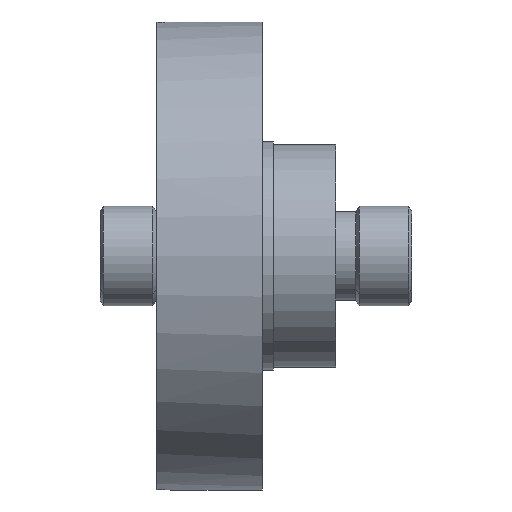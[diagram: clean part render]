
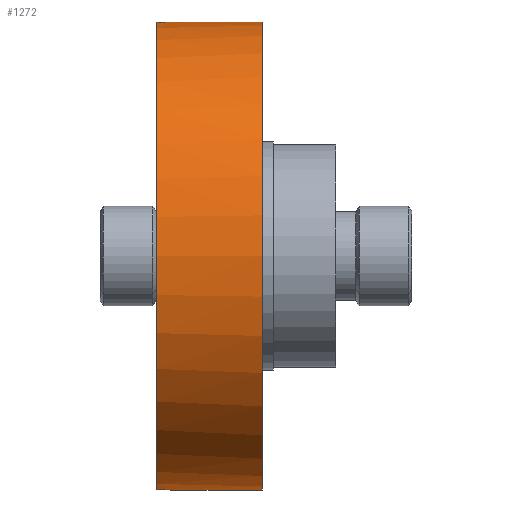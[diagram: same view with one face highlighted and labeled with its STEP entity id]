
A CAD part, left-side view. The second image highlights one B-rep face of the part: STEP entity #1272.
In plain terms, the highlighted cylindrical face has radius 16.9 mm (diameter 33.8 mm), a partial arc.
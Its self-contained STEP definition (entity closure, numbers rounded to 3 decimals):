
#3 = DIRECTION ( 'NONE',  ( 0., 1., 0. ) ) ;
#7 = CARTESIAN_POINT ( 'NONE',  ( -0.131, -1., -16.9 ) ) ;
#20 = CARTESIAN_POINT ( 'NONE',  ( -0.262, -0.974, 16.898 ) ) ;
#35 = CARTESIAN_POINT ( 'NONE',  ( -0.615, -0.8, 16.889 ) ) ;
#60 = CYLINDRICAL_SURFACE ( 'NONE', #1531, 16.9 ) ;
#69 = EDGE_CURVE ( 'NONE', #1080, #1346, #361, .T. ) ;
#80 = EDGE_CURVE ( 'NONE', #173, #1368, #459, .T. ) ;
#122 = LINE ( 'NONE', #212, #1704 ) ;
#134 = CARTESIAN_POINT ( 'NONE',  ( -0.974, -0.262, 16.872 ) ) ;
#148 = CARTESIAN_POINT ( 'NONE',  ( -0.615, -0.8, -16.889 ) ) ;
#165 = AXIS2_PLACEMENT_3D ( 'NONE', #364, #682, #1250 ) ;
#173 = VERTEX_POINT ( 'NONE', #593 ) ;
#178 = VERTEX_POINT ( 'NONE', #531 ) ;
#189 = CARTESIAN_POINT ( 'NONE',  ( 0., -1., 16.9 ) ) ;
#212 = CARTESIAN_POINT ( 'NONE',  ( 0., -7.6, 16.9 ) ) ;
#272 = ORIENTED_EDGE ( 'NONE', *, *, #80, .F. ) ;
#293 = EDGE_CURVE ( 'NONE', #173, #324, #2415, .T. ) ;
#324 = VERTEX_POINT ( 'NONE', #2208 ) ;
#361 = B_SPLINE_CURVE_WITH_KNOTS ( 'NONE', 3,
 ( #2236, #1915, #134, #2322, #1028, #35, #1323, #20, #2135, #189 ),
 .UNSPECIFIED., .F., .F.,
 ( 4, 2, 2, 2, 4 ),
 ( 0., 0., 0.001, 0.001, 0.002 ),
 .UNSPECIFIED. ) ;
#364 = CARTESIAN_POINT ( 'NONE',  ( 0., -7.6, 0. ) ) ;
#389 = EDGE_CURVE ( 'NONE', #178, #1368, #2166, .T. ) ;
#407 = ORIENTED_EDGE ( 'NONE', *, *, #69, .F. ) ;
#459 = LINE ( 'NONE', #515, #1483 ) ;
#483 = CARTESIAN_POINT ( 'NONE',  ( -0.262, -0.974, -16.898 ) ) ;
#497 = ORIENTED_EDGE ( 'NONE', *, *, #2266, .T. ) ;
#515 = CARTESIAN_POINT ( 'NONE',  ( 0., -7.6, -16.9 ) ) ;
#531 = CARTESIAN_POINT ( 'NONE',  ( -1., 0., -16.87 ) ) ;
#593 = CARTESIAN_POINT ( 'NONE',  ( 0., -7.6, -16.9 ) ) ;
#618 = EDGE_LOOP ( 'NONE', ( #272, #1974, #497, #407, #1065, #2114 ) ) ;
#682 = DIRECTION ( 'NONE',  ( 0., 1., 0. ) ) ;
#691 = FACE_OUTER_BOUND ( 'NONE', #618, .T. ) ;
#706 = CARTESIAN_POINT ( 'NONE',  ( 0., -1., -16.9 ) ) ;
#853 = DIRECTION ( 'NONE',  ( 0., 1., 0. ) ) ;
#901 = CARTESIAN_POINT ( 'NONE',  ( 0., -1., 16.9 ) ) ;
#1028 = CARTESIAN_POINT ( 'NONE',  ( -0.799, -0.615, 16.881 ) ) ;
#1048 = DIRECTION ( 'NONE',  ( 0., 0., 1. ) ) ;
#1065 = ORIENTED_EDGE ( 'NONE', *, *, #1113, .F. ) ;
#1080 = VERTEX_POINT ( 'NONE', #2221 ) ;
#1113 = EDGE_CURVE ( 'NONE', #178, #1080, #1841, .T. ) ;
#1218 = CARTESIAN_POINT ( 'NONE',  ( 0., -7.6, 0. ) ) ;
#1250 = DIRECTION ( 'NONE',  ( 0., 0., 1. ) ) ;
#1272 = ADVANCED_FACE ( 'NONE', ( #691 ), #60, .T. ) ;
#1281 = DIRECTION ( 'NONE',  ( 0., 0., 1. ) ) ;
#1323 = CARTESIAN_POINT ( 'NONE',  ( -0.503, -0.874, 16.893 ) ) ;
#1346 = VERTEX_POINT ( 'NONE', #901 ) ;
#1362 = CARTESIAN_POINT ( 'NONE',  ( -1., -0.132, -16.87 ) ) ;
#1368 = VERTEX_POINT ( 'NONE', #706 ) ;
#1431 = CARTESIAN_POINT ( 'NONE',  ( -0.974, -0.262, -16.872 ) ) ;
#1447 = AXIS2_PLACEMENT_3D ( 'NONE', #2001, #2182, #1048 ) ;
#1483 = VECTOR ( 'NONE', #3, 1000. ) ;
#1507 = CARTESIAN_POINT ( 'NONE',  ( -0.873, -0.504, -16.877 ) ) ;
#1531 = AXIS2_PLACEMENT_3D ( 'NONE', #1218, #853, #1281 ) ;
#1546 = DIRECTION ( 'NONE',  ( 0., 1., 0. ) ) ;
#1661 = CARTESIAN_POINT ( 'NONE',  ( -0.799, -0.615, -16.881 ) ) ;
#1678 = CARTESIAN_POINT ( 'NONE',  ( -0.503, -0.874, -16.893 ) ) ;
#1704 = VECTOR ( 'NONE', #1546, 1000. ) ;
#1711 = CARTESIAN_POINT ( 'NONE',  ( 0., -1., -16.9 ) ) ;
#1841 = CIRCLE ( 'NONE', #1447, 16.9 ) ;
#1915 = CARTESIAN_POINT ( 'NONE',  ( -1., -0.132, 16.87 ) ) ;
#1974 = ORIENTED_EDGE ( 'NONE', *, *, #293, .T. ) ;
#2001 = CARTESIAN_POINT ( 'NONE',  ( 0., 0., 0. ) ) ;
#2114 = ORIENTED_EDGE ( 'NONE', *, *, #389, .T. ) ;
#2132 = CARTESIAN_POINT ( 'NONE',  ( -1., 0., -16.87 ) ) ;
#2135 = CARTESIAN_POINT ( 'NONE',  ( -0.131, -1., 16.9 ) ) ;
#2166 = B_SPLINE_CURVE_WITH_KNOTS ( 'NONE', 3,
 ( #2132, #1362, #1431, #1507, #1661, #148, #1678, #483, #7, #1711 ),
 .UNSPECIFIED., .F., .F.,
 ( 4, 2, 2, 2, 4 ),
 ( 0., 0., 0.001, 0.001, 0.002 ),
 .UNSPECIFIED. ) ;
#2182 = DIRECTION ( 'NONE',  ( 0., 1., 0. ) ) ;
#2208 = CARTESIAN_POINT ( 'NONE',  ( 0., -7.6, 16.9 ) ) ;
#2221 = CARTESIAN_POINT ( 'NONE',  ( -1., 0., 16.87 ) ) ;
#2236 = CARTESIAN_POINT ( 'NONE',  ( -1., 0., 16.87 ) ) ;
#2266 = EDGE_CURVE ( 'NONE', #324, #1346, #122, .T. ) ;
#2322 = CARTESIAN_POINT ( 'NONE',  ( -0.873, -0.504, 16.877 ) ) ;
#2415 = CIRCLE ( 'NONE', #165, 16.9 ) ;
